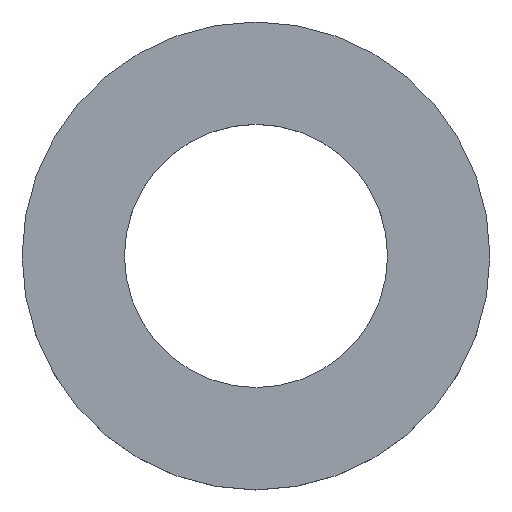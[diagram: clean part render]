
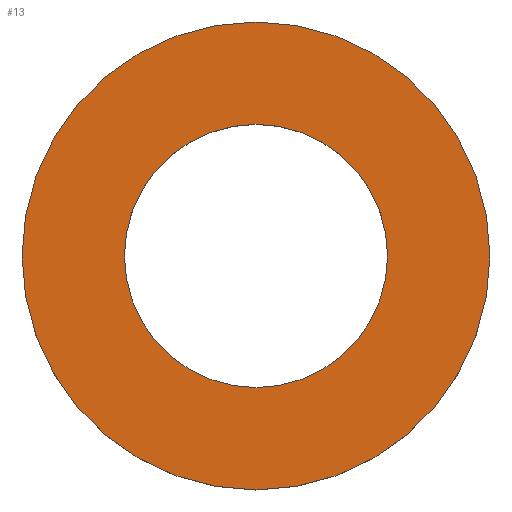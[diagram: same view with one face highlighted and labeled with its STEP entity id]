
A CAD part, top view. The second image highlights one B-rep face of the part: STEP entity #13.
In plain terms, the highlighted planar face has unit normal (0, 0, 1).
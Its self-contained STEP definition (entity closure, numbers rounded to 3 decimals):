
#5 = DIRECTION ( 'NONE',  ( 1., 0., 0. ) ) ;
#12 = CARTESIAN_POINT ( 'NONE',  ( 0., 0., 5. ) ) ;
#13 = ADVANCED_FACE ( 'NONE', ( #202, #91 ), #198, .T. ) ;
#14 = CARTESIAN_POINT ( 'NONE',  ( 0., 0., 5. ) ) ;
#36 = EDGE_CURVE ( 'NONE', #168, #104, #85, .T. ) ;
#40 = DIRECTION ( 'NONE',  ( 0., 0., 1. ) ) ;
#43 = EDGE_CURVE ( 'NONE', #104, #168, #87, .T. ) ;
#64 = CIRCLE ( 'NONE', #186, 20. ) ;
#78 = DIRECTION ( 'NONE',  ( 0., 0., 1. ) ) ;
#80 = CARTESIAN_POINT ( 'NONE',  ( 0., 0., 5. ) ) ;
#84 = DIRECTION ( 'NONE',  ( 1., 0., 0. ) ) ;
#85 = CIRCLE ( 'NONE', #127, 11.25 ) ;
#86 = DIRECTION ( 'NONE',  ( 0., 0., 1. ) ) ;
#87 = CIRCLE ( 'NONE', #119, 11.25 ) ;
#90 = AXIS2_PLACEMENT_3D ( 'NONE', #12, #86, #84 ) ;
#91 = FACE_BOUND ( 'NONE', #111, .T. ) ;
#101 = DIRECTION ( 'NONE',  ( 0., 0., 1. ) ) ;
#103 = EDGE_LOOP ( 'NONE', ( #144, #211 ) ) ;
#104 = VERTEX_POINT ( 'NONE', #175 ) ;
#107 = EDGE_CURVE ( 'NONE', #166, #130, #64, .T. ) ;
#108 = CARTESIAN_POINT ( 'NONE',  ( -20., 0., 5. ) ) ;
#111 = EDGE_LOOP ( 'NONE', ( #146, #165 ) ) ;
#119 = AXIS2_PLACEMENT_3D ( 'NONE', #14, #40, #5 ) ;
#127 = AXIS2_PLACEMENT_3D ( 'NONE', #80, #78, #149 ) ;
#129 = CARTESIAN_POINT ( 'NONE',  ( 20., 0., 5. ) ) ;
#130 = VERTEX_POINT ( 'NONE', #129 ) ;
#144 = ORIENTED_EDGE ( 'NONE', *, *, #107, .T. ) ;
#145 = DIRECTION ( 'NONE',  ( 1., 0., 0. ) ) ;
#146 = ORIENTED_EDGE ( 'NONE', *, *, #43, .F. ) ;
#149 = DIRECTION ( 'NONE',  ( 1., 0., 0. ) ) ;
#159 = CARTESIAN_POINT ( 'NONE',  ( 0., 0., 5. ) ) ;
#160 = DIRECTION ( 'NONE',  ( 1., 0., 0. ) ) ;
#162 = DIRECTION ( 'NONE',  ( 0., 0., 1. ) ) ;
#163 = CARTESIAN_POINT ( 'NONE',  ( 0., 0., 5. ) ) ;
#165 = ORIENTED_EDGE ( 'NONE', *, *, #36, .F. ) ;
#166 = VERTEX_POINT ( 'NONE', #108 ) ;
#168 = VERTEX_POINT ( 'NONE', #177 ) ;
#171 = AXIS2_PLACEMENT_3D ( 'NONE', #159, #101, #145 ) ;
#173 = CIRCLE ( 'NONE', #90, 20. ) ;
#175 = CARTESIAN_POINT ( 'NONE',  ( -11.25, 0., 5. ) ) ;
#176 = EDGE_CURVE ( 'NONE', #130, #166, #173, .T. ) ;
#177 = CARTESIAN_POINT ( 'NONE',  ( 11.25, 0., 5. ) ) ;
#186 = AXIS2_PLACEMENT_3D ( 'NONE', #163, #162, #160 ) ;
#198 = PLANE ( 'NONE',  #171 ) ;
#202 = FACE_OUTER_BOUND ( 'NONE', #103, .T. ) ;
#211 = ORIENTED_EDGE ( 'NONE', *, *, #176, .T. ) ;
